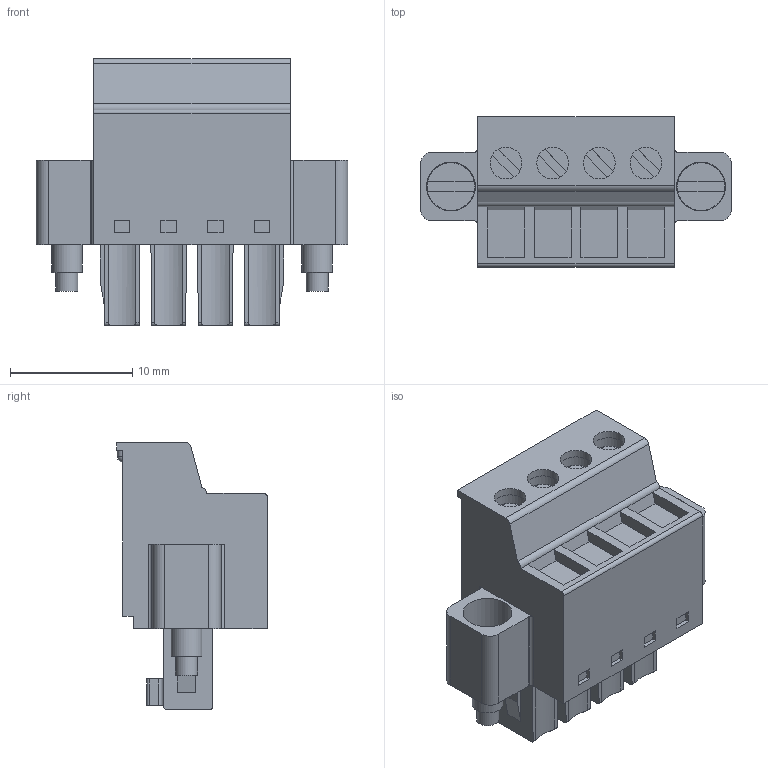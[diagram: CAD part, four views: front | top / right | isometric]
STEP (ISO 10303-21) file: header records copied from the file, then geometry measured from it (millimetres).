
FILE_DESCRIPTION(/* description */ ('Unknown'),/* implementation_level */ '2;1');
FILE_NAME(/* name */ 'MC311-38104-20230410',/* time_stamp */ '2023-04-10T11:44:17+08:00',/* author */ ('Unknown'),/* organization */ ('Unknown'),/* preprocessor_version */ 'ST-DEVELOPER v16.7',/* originating_system */ 'DEX',/* authorisation */ $);
FILE_SCHEMA (('AUTOMOTIVE_DESIGN {1 0 10303 214 3 1 1}'));
Length unit declared in the file: millimetre
Products named in the file (1): 零件_11
Bounding box: 25.44 x 12.3 x 21.8 mm (x, y, z)
Volume: 2985.8 mm3; surface area: 2312.9 mm2
Topology: 1 solids, 1 shells, 287 faces, 737 edges, 490 vertices
Faces by surface type: plane 198, cylinder 71, torus 12, sphere 4, cone 2
Full cylindrical faces by diameter (mm): 1.8 x2, 2.51 x2, 2.55 x2, 2.6 x4, 2.9 x4, 3 x4, 3.9 x2, 4 x2
Entity records: 8977 total; most frequent: CARTESIAN_POINT 2090, DIRECTION 1407, ORIENTED_EDGE 1370, EDGE_CURVE 685, LINE 489, VECTOR 489, VERTEX_POINT 470, AXIS2_PLACEMENT_3D 459
